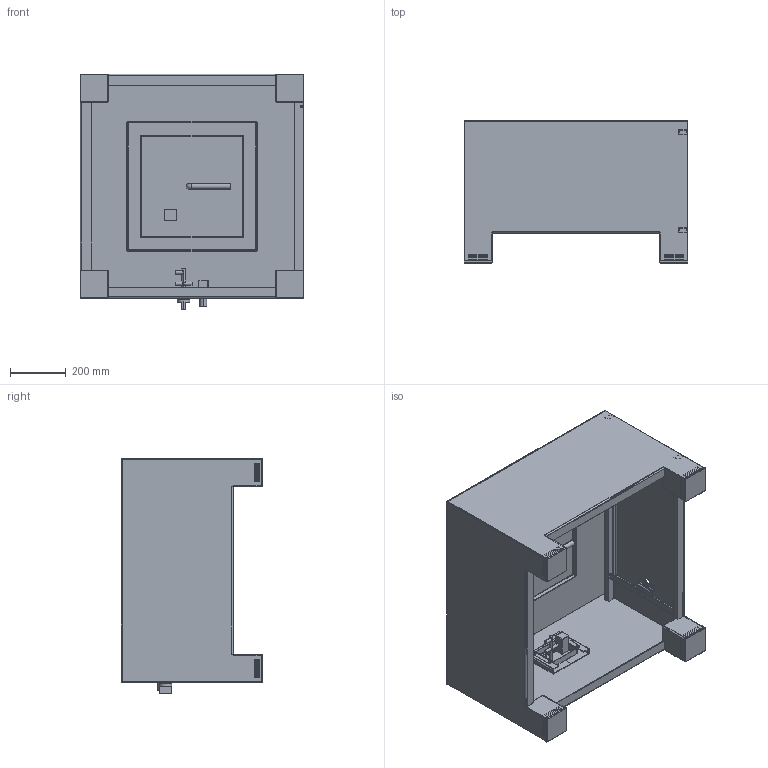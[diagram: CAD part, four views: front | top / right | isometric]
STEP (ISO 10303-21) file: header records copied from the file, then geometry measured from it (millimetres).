
FILE_DESCRIPTION (( 'STEP AP203' ), '1' );
FILE_NAME ('BRANN- VBA3.STEP', '2019-04-08T07:25:09', ( '' ), ( '' ), 'SwSTEP 2.0', 'SolidWorks 2018', '' );
FILE_SCHEMA (( 'CONFIG_CONTROL_DESIGN' ));
Length unit declared in the file: millimetre
Products named in the file (25): BRANN- VBA3 leg; BRANN- VBA3 top plate; BRANN- VBA3 Door; BRANN- VBA3 door base; BURNI Regulator; socket countersunk head screw_din_DIN 7991 - M3 x 8 --- 4.8N; BRANN- VBA3 side door; BRANN- VBA3 door strip 1; BRANN- VBA3 side; prevailing torque nut style 1 insert_din_DIN EN ISO 7040 - M6 - N; BRANN- VBA3 side door 2; BURNI Gas unit; BRANN- VBA3 connection bediening; BRANN- VBA3; BRANN- VBA3 Plastic feet 100x100; BRANN- VBA3 reinforcement; BRANN- VBA3 base; BRANN-  VBA3 door pen; BRANN- VBA3 side door 3; BRANN- VBA3 side 2; BRANN- VBA3 side bediening; Magnetic lock 2; BRANN- VBA3 top; BRANN- VBA3 magnetic plate; BRANN- VBA3  PA 6x8x10x10x2 DIN1494
Assembly tree (37 placements, depth 3):
  BRANN- VBA3
    BRANN- VBA3 base
      BRANN- VBA3 top
      BRANN- VBA3 side
      BRANN- VBA3 leg  x4
      BRANN- VBA3 side bediening
      BRANN- VBA3 connection bediening  x2
      BRANN- VBA3 side door
      BRANN- VBA3 top plate
      BRANN- VBA3 side 2
      BRANN- VBA3 reinforcement  x2
      BRANN- VBA3  PA 6x8x10x10x2 DIN1494  x3
      Magnetic lock 2
      socket countersunk head screw_din_DIN 7991 - M3 x 8 --- 4.8N  x2
      BRANN- VBA3 side door 2
      BRANN- VBA3 side door 3
    BRANN- VBA3 Door
      BRANN- VBA3 door base
      BRANN- VBA3  PA 6x8x10x10x2 DIN1494  x2
      BRANN- VBA3 magnetic plate
      BRANN- VBA3 door strip 1
    BRANN- VBA3 Plastic feet 100x100  x4
    BURNI Gas unit
    BURNI Regulator
    BRANN-  VBA3 door pen
    prevailing torque nut style 1 insert_din_DIN EN ISO 7040 - M6 - N
Bounding box: 800 x 506 x 841 mm (x, y, z)
Volume: 8043001.5 mm3; surface area: 5497188.7 mm2
Topology: 35 solids, 35 shells, 1258 faces, 3106 edges, 1938 vertices
Faces by surface type: plane 700, cylinder 422, bspline 70, cone 34, sphere 20, torus 12
Entity records: 30154 total; most frequent: CARTESIAN_POINT 9350, ORIENTED_EDGE 3744, DIRECTION 3542, EDGE_CURVE 1872, LINE 1240, VECTOR 1240, VERTEX_POINT 1167, AXIS2_PLACEMENT_3D 1151
